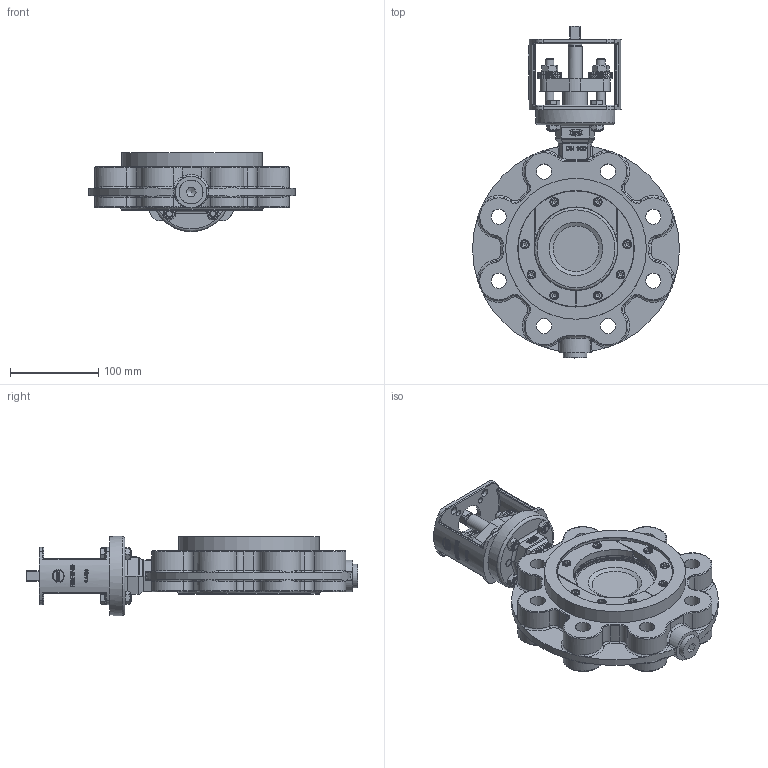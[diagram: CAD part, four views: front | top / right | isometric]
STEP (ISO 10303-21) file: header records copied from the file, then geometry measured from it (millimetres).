
FILE_DESCRIPTION(/* description */ (''),/* implementation_level */ '2;1');
FILE_NAME(/* name */ 'HP112-SEG-K3 DN80-100 PN25-40.stp',/* time_stamp */ '2018-11-22T10:36:55+01:00',/* author */ ('hellwig'),/* organization */ (''),/* preprocessor_version */ 'ST-DEVELOPER v16.5',/* originating_system */ 'Autodesk Inventor 2017',/* authorisation */ '');
FILE_SCHEMA (('CONFIG_CONTROL_DESIGN'));
Length unit declared in the file: millimetre
Products named in the file (1): M55301
Bounding box: 235 x 377.2 x 90 mm (x, y, z)
Volume: 1815930.6 mm3; surface area: 370732.1 mm2
Topology: 13 solids, 17 shells, 1651 faces, 4052 edges, 2503 vertices
Faces by surface type: plane 538, cylinder 402, bspline 317, torus 231, cone 145, sphere 18
Full cylindrical faces by diameter (mm): 6.6 x8, 7.323 x4, 8 x10, 8.376 x2, 9 x8, 10 x12, 10.2 x12, 11 x2, 11.4 x4, 15.3 x1, 16 x2, 16.05 x3, 16.1 x1, 16.2 x4, 17.294 x8, 18.1 x1, 19.1 x3, 19.15 x2, 20.376 x1, 22 x2, 24.2 x2, 27 x1, 27.2 x1, 27.8 x1, 27.9 x1, 28 x14, 35.1 x1, 90 x1, 94.6 x1, 95 x1
Entity records: 86598 total; most frequent: CARTESIAN_POINT 49018, ORIENTED_EDGE 7350, DIRECTION 7110, EDGE_CURVE 3663, AXIS2_PLACEMENT_3D 2920, VERTEX_POINT 2429, EDGE_LOOP 2134, STYLED_ITEM 1652
